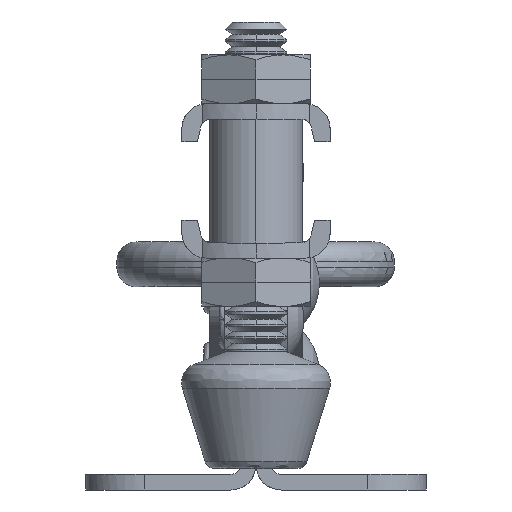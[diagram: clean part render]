
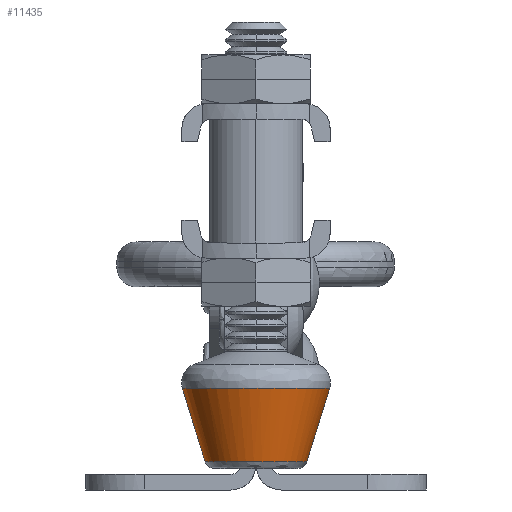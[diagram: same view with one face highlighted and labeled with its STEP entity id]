
A CAD part, front view. The second image highlights one B-rep face of the part: STEP entity #11435.
In plain terms, the highlighted free-form (B-spline) face has degree [1, 3] with [2, 4] control points.
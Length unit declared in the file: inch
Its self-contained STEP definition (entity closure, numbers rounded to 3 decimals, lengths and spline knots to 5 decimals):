
#4379=EDGE_CURVE('',#7387,#8938,#12362,.T.);
#6262=EDGE_CURVE('',#7387,#8362,#14393,.T.);
#7047=VERTEX_POINT('',#15248);
#7387=VERTEX_POINT('',#15607);
#8362=VERTEX_POINT('',#16639);
#8938=VERTEX_POINT('',#17244);
#10613=EDGE_CURVE('',#7047,#8362,#19040,.T.);
#11131=EDGE_CURVE('',#7047,#8938,#19599,.T.);
#11435=ADVANCED_FACE('',(#19929),#19930,.T.);
#12362=B_SPLINE_CURVE_WITH_KNOTS('',1,(#22016,#22017),.UNSPECIFIED.,.F.,.F.,(2,2),(-0.00973,-0.00186),.UNSPECIFIED.);
#14393=(B_SPLINE_CURVE(3,(#27305,#27306,#27307,#27308),.UNSPECIFIED.,.F.,.F.)B_SPLINE_CURVE_WITH_KNOTS((4,4),(0.0,3.14159),.UNSPECIFIED.)RATIONAL_B_SPLINE_CURVE((1.0,0.333,0.333,1.0))BOUNDED_CURVE()REPRESENTATION_ITEM('')GEOMETRIC_REPRESENTATION_ITEM()CURVE());
#15248=CARTESIAN_POINT('',(-0.29723,-1.54961,0.41041));
#15607=CARTESIAN_POINT('',(0.20544,-1.54961,0.11433));
#16639=CARTESIAN_POINT('',(-0.20544,-1.54961,0.11433));
#17244=CARTESIAN_POINT('',(0.29723,-1.54961,0.41041));
#19040=B_SPLINE_CURVE_WITH_KNOTS('',1,(#39347,#39348),.UNSPECIFIED.,.F.,.F.,(2,2),(0.00186,0.00973),.UNSPECIFIED.);
#19599=(B_SPLINE_CURVE(3,(#40731,#40732,#40733,#40734),.UNSPECIFIED.,.F.,.F.)B_SPLINE_CURVE_WITH_KNOTS((4,4),(-3.14159,-0.0),.UNSPECIFIED.)RATIONAL_B_SPLINE_CURVE((1.0,0.333,0.333,1.0))BOUNDED_CURVE()REPRESENTATION_ITEM('')GEOMETRIC_REPRESENTATION_ITEM()CURVE());
#19929=FACE_OUTER_BOUND('',#41626,.T.);
#19930=(B_SPLINE_SURFACE(1,3,((#41628,#41629,#41630,#41631),(#41632,#41633,#41634,#41635)),.UNSPECIFIED.,.F.,.F.,.F.)B_SPLINE_SURFACE_WITH_KNOTS((2,2),(4,4),(0.09091,1.0),(0.0,1.0),.UNSPECIFIED.)RATIONAL_B_SPLINE_SURFACE(((1.0,0.333,0.333,1.0),(1.0,0.333,0.333,1.0)))BOUNDED_SURFACE()REPRESENTATION_ITEM('')GEOMETRIC_REPRESENTATION_ITEM()SURFACE());
#22016=CARTESIAN_POINT('',(0.20544,-1.54961,0.11433));
#22017=CARTESIAN_POINT('',(0.29723,-1.54961,0.41041));
#27305=CARTESIAN_POINT('',(0.20544,-1.54961,0.11433));
#27306=CARTESIAN_POINT('',(0.20544,-1.96049,0.11433));
#27307=CARTESIAN_POINT('',(-0.20544,-1.96049,0.11433));
#27308=CARTESIAN_POINT('',(-0.20544,-1.54961,0.11433));
#39347=CARTESIAN_POINT('',(-0.29723,-1.54961,0.41041));
#39348=CARTESIAN_POINT('',(-0.20544,-1.54961,0.11433));
#40731=CARTESIAN_POINT('',(-0.29723,-1.54961,0.41041));
#40732=CARTESIAN_POINT('',(-0.29723,-2.14406,0.41041));
#40733=CARTESIAN_POINT('',(0.29723,-2.14406,0.41041));
#40734=CARTESIAN_POINT('',(0.29723,-1.54961,0.41041));
#41626=EDGE_LOOP('',(#50695,#50696,#50697,#50698));
#41628=CARTESIAN_POINT('',(-0.29723,-1.54961,0.41041));
#41629=CARTESIAN_POINT('',(-0.29723,-2.14406,0.41041));
#41630=CARTESIAN_POINT('',(0.29723,-2.14406,0.41041));
#41631=CARTESIAN_POINT('',(0.29723,-1.54961,0.41041));
#41632=CARTESIAN_POINT('',(-0.20544,-1.54961,0.11433));
#41633=CARTESIAN_POINT('',(-0.20544,-1.96049,0.11433));
#41634=CARTESIAN_POINT('',(0.20544,-1.96049,0.11433));
#41635=CARTESIAN_POINT('',(0.20544,-1.54961,0.11433));
#50695=ORIENTED_EDGE('',*,*,#6262,.F.);
#50696=ORIENTED_EDGE('',*,*,#4379,.T.);
#50697=ORIENTED_EDGE('',*,*,#11131,.F.);
#50698=ORIENTED_EDGE('',*,*,#10613,.T.);
